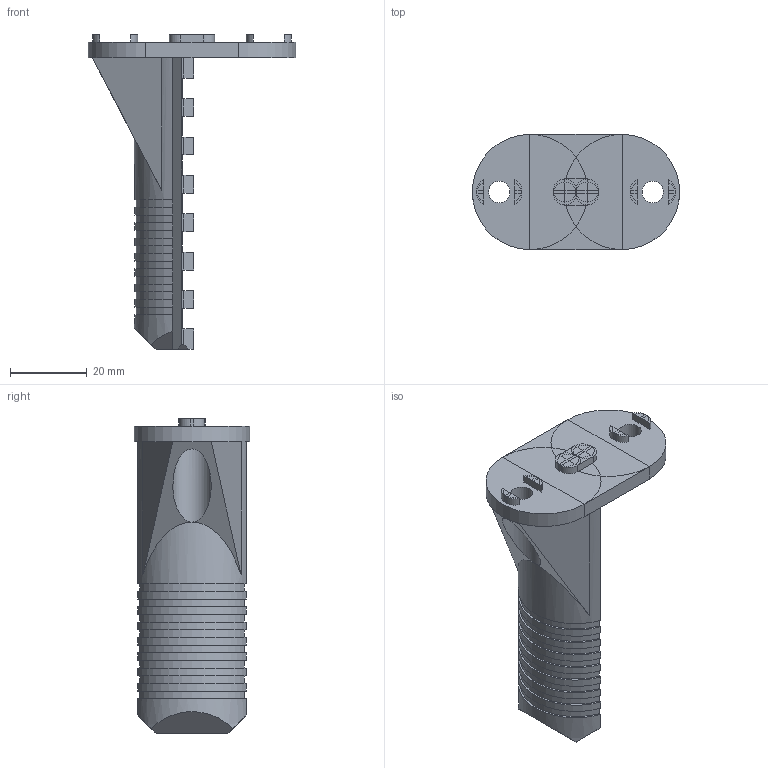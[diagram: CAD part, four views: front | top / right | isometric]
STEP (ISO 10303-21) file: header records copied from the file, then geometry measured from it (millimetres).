
FILE_DESCRIPTION(('FreeCAD Model'),'2;1');
FILE_NAME('Open CASCADE Shape Model','2024-11-10T00:20:10',(''),(''), 'Open CASCADE STEP processor 7.6','FreeCAD','Unknown');
FILE_SCHEMA(('AUTOMOTIVE_DESIGN { 1 0 10303 214 1 1 1 1 }'));
Length unit declared in the file: millimetre
Products named in the file (1): difference011
Bounding box: 54 x 30 x 82 mm (x, y, z)
Volume: 28260.8 mm3; surface area: 10900.4 mm2
Topology: 1 solids, 1 shells, 235 faces, 603 edges, 374 vertices
Faces by surface type: plane 200, cylinder 35
Full cylindrical faces by diameter (mm): 5.6 x2, 10 x1
Entity records: 7061 total; most frequent: DIRECTION 1239, CARTESIAN_POINT 1213, ORIENTED_EDGE 1206, EDGE_CURVE 603, LINE 439, VECTOR 439, AXIS2_PLACEMENT_3D 400, VERTEX_POINT 374
